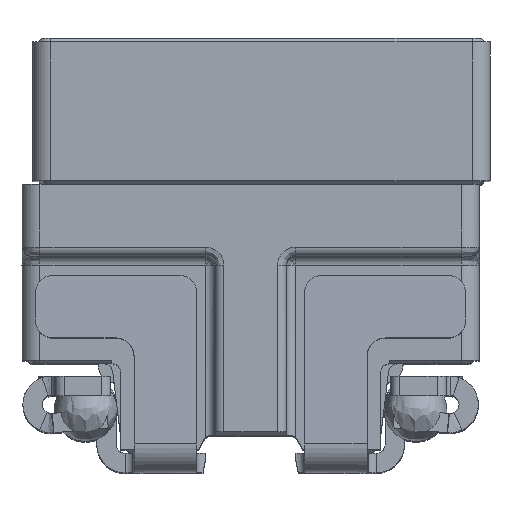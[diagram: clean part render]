
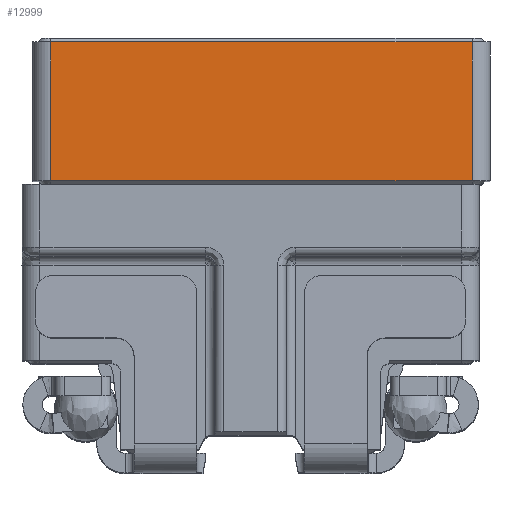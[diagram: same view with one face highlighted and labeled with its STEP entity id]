
A CAD part, top view. The second image highlights one B-rep face of the part: STEP entity #12999.
In plain terms, the highlighted planar face has unit normal (0, 0, 1).
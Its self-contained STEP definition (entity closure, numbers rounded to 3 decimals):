
#331 = CARTESIAN_POINT ( 'NONE',  ( 16.285, 2.295, 1.685 ) ) ;
#2633 = LINE ( 'NONE', #22159, #10701 ) ;
#2777 = AXIS2_PLACEMENT_3D ( 'NONE', #7783, #23390, #13805 ) ;
#2819 = ORIENTED_EDGE ( 'NONE', *, *, #24278, .T. ) ;
#3924 = ORIENTED_EDGE ( 'NONE', *, *, #5747, .T. ) ;
#4000 = PLANE ( 'NONE',  #2777 ) ;
#4689 = CARTESIAN_POINT ( 'NONE',  ( 16.285, 1.52, 1.685 ) ) ;
#4819 = CARTESIAN_POINT ( 'NONE',  ( 18.635, 1.907, 1.685 ) ) ;
#5747 = EDGE_CURVE ( 'NONE', #10043, #18623, #2633, .T. ) ;
#6090 = CARTESIAN_POINT ( 'NONE',  ( 16.285, 3.377, 1.685 ) ) ;
#6322 = DIRECTION ( 'NONE',  ( 0., 1., 0. ) ) ;
#6874 = ORIENTED_EDGE ( 'NONE', *, *, #9930, .F. ) ;
#7783 = CARTESIAN_POINT ( 'NONE',  ( 17.46, 1.907, 1.685 ) ) ;
#8570 = DIRECTION ( 'NONE',  ( 1., 0., 0. ) ) ;
#8839 = EDGE_LOOP ( 'NONE', ( #21418, #2819, #6874, #3924 ) ) ;
#9667 = VECTOR ( 'NONE', #6322, 1000. ) ;
#9930 = EDGE_CURVE ( 'NONE', #10043, #13828, #22757, .T. ) ;
#10043 = VERTEX_POINT ( 'NONE', #4689 ) ;
#10701 = VECTOR ( 'NONE', #8570, 1000. ) ;
#10827 = VECTOR ( 'NONE', #22665, 1000. ) ;
#11350 = EDGE_CURVE ( 'NONE', #18623, #19913, #16725, .T. ) ;
#12215 = CARTESIAN_POINT ( 'NONE',  ( 16.185, 2.295, 1.685 ) ) ;
#12818 = VECTOR ( 'NONE', #20149, 1000. ) ;
#12999 = ADVANCED_FACE ( 'NONE', ( #13693 ), #4000, .T. ) ;
#13693 = FACE_OUTER_BOUND ( 'NONE', #8839, .T. ) ;
#13805 = DIRECTION ( 'NONE',  ( 1., 0., 0. ) ) ;
#13828 = VERTEX_POINT ( 'NONE', #331 ) ;
#16725 = LINE ( 'NONE', #4819, #10827 ) ;
#18224 = LINE ( 'NONE', #12215, #12818 ) ;
#18623 = VERTEX_POINT ( 'NONE', #18842 ) ;
#18842 = CARTESIAN_POINT ( 'NONE',  ( 18.635, 1.52, 1.685 ) ) ;
#19913 = VERTEX_POINT ( 'NONE', #20973 ) ;
#20149 = DIRECTION ( 'NONE',  ( -1., 0., 0. ) ) ;
#20973 = CARTESIAN_POINT ( 'NONE',  ( 18.635, 2.295, 1.685 ) ) ;
#21418 = ORIENTED_EDGE ( 'NONE', *, *, #11350, .T. ) ;
#22159 = CARTESIAN_POINT ( 'NONE',  ( 17.46, 1.52, 1.685 ) ) ;
#22665 = DIRECTION ( 'NONE',  ( 0., 1., 0. ) ) ;
#22757 = LINE ( 'NONE', #6090, #9667 ) ;
#23390 = DIRECTION ( 'NONE',  ( 0., 0., 1. ) ) ;
#24278 = EDGE_CURVE ( 'NONE', #19913, #13828, #18224, .T. ) ;
